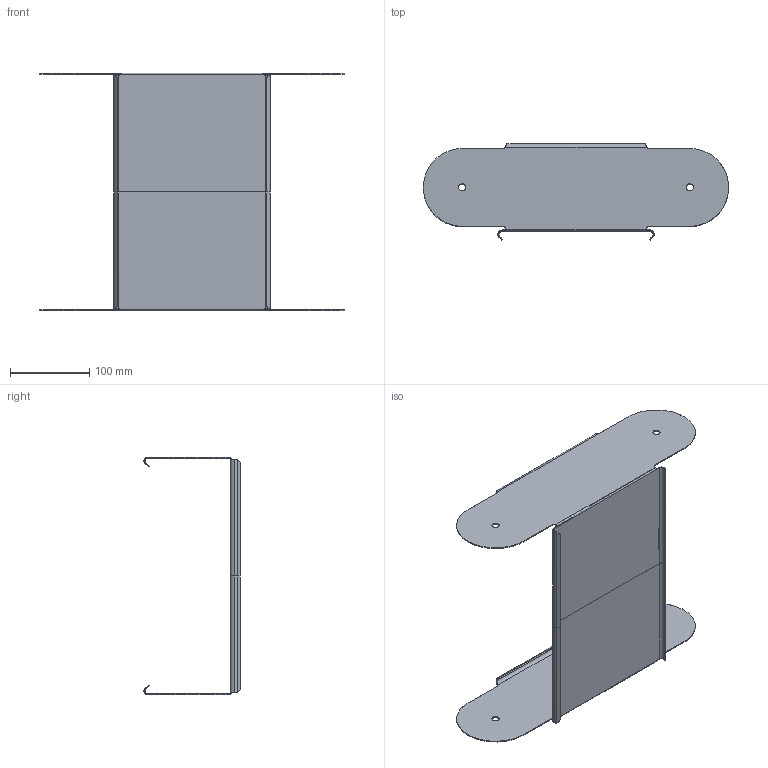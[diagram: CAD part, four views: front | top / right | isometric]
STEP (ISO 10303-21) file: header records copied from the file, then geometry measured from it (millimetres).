
FILE_DESCRIPTION(/* description */ (''),/* implementation_level */ '2;1');
FILE_NAME(/* name */ '7005709',/* time_stamp */ '2014-01-20T10:41:10+01:00',/* author */ (''),/* organization */ (''),/* preprocessor_version */ 'ST-DEVELOPER v15',/* originating_system */ '',/* authorisation */ '');
FILE_SCHEMA (('CONFIG_CONTROL_DESIGN'));
Length unit declared in the file: millimetre
Products named in the file (1): Document
Bounding box: 384.79 x 121.25 x 300 mm (x, y, z)
Volume: 180110.3 mm3; surface area: 291099 mm2
Topology: 1 solids, 1 shells, 114 faces, 274 edges, 162 vertices
Faces by surface type: bspline 60, plane 54
Entity records: 4404 total; most frequent: CARTESIAN_POINT 2596, ORIENTED_EDGE 548, EDGE_CURVE 274, B_SPLINE_CURVE_WITH_KNOTS 200, VERTEX_POINT 162, EDGE_LOOP 122, ADVANCED_FACE 114, FACE_OUTER_BOUND 114
